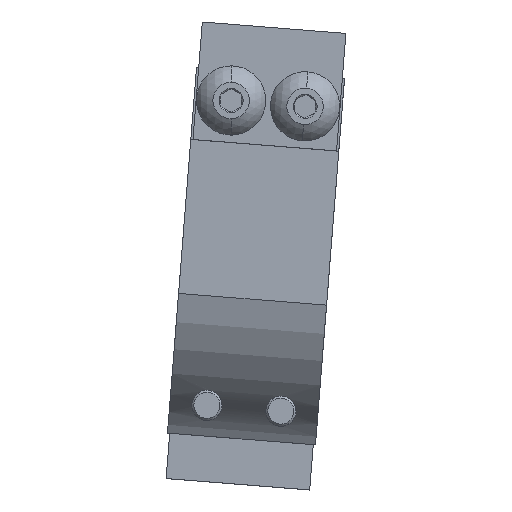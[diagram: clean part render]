
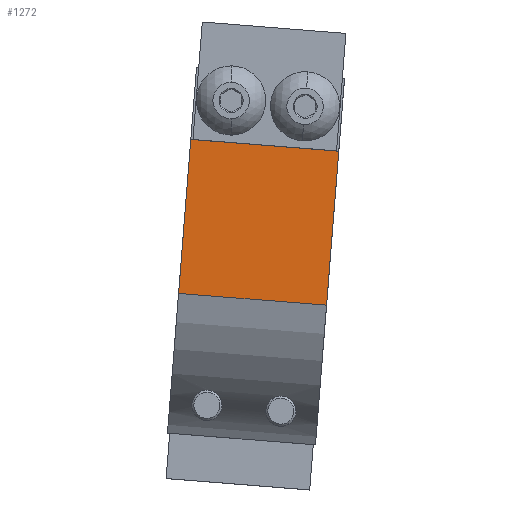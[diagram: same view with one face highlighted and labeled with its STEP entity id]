
A CAD part, top view. The second image highlights one B-rep face of the part: STEP entity #1272.
In plain terms, the highlighted face is planar.
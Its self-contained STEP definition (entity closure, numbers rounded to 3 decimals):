
#68 = ORIENTED_EDGE ( 'NONE', *, *, #1154, .F. ) ;
#115 = LINE ( 'NONE', #346, #1231 ) ;
#246 = CARTESIAN_POINT ( 'NONE',  ( 17., 16., 5. ) ) ;
#289 = DIRECTION ( 'NONE',  ( -1., 0., 0. ) ) ;
#310 = VECTOR ( 'NONE', #783, 1000. ) ;
#314 = LINE ( 'NONE', #1792, #1587 ) ;
#346 = CARTESIAN_POINT ( 'NONE',  ( 17., 16., 5. ) ) ;
#393 = LINE ( 'NONE', #1598, #310 ) ;
#431 = ORIENTED_EDGE ( 'NONE', *, *, #1145, .F. ) ;
#470 = CARTESIAN_POINT ( 'NONE',  ( 17., 16., 21. ) ) ;
#510 = CARTESIAN_POINT ( 'NONE',  ( 17., 16., -12.69 ) ) ;
#536 = VECTOR ( 'NONE', #1827, 1000. ) ;
#592 = DIRECTION ( 'NONE',  ( -1., 0., 0. ) ) ;
#632 = CARTESIAN_POINT ( 'NONE',  ( 0., 16., -12.69 ) ) ;
#783 = DIRECTION ( 'NONE',  ( 0., 0., 1. ) ) ;
#836 = EDGE_LOOP ( 'NONE', ( #886, #1781, #431, #68 ) ) ;
#886 = ORIENTED_EDGE ( 'NONE', *, *, #1097, .T. ) ;
#907 = DIRECTION ( 'NONE',  ( 0., -1., 0. ) ) ;
#1017 = VERTEX_POINT ( 'NONE', #632 ) ;
#1097 = EDGE_CURVE ( 'NONE', #1176, #1017, #314, .T. ) ;
#1099 = LINE ( 'NONE', #1826, #536 ) ;
#1105 = EDGE_CURVE ( 'NONE', #1017, #1642, #1099, .T. ) ;
#1145 = EDGE_CURVE ( 'NONE', #1230, #1642, #115, .T. ) ;
#1154 = EDGE_CURVE ( 'NONE', #1176, #1230, #393, .T. ) ;
#1176 = VERTEX_POINT ( 'NONE', #510 ) ;
#1230 = VERTEX_POINT ( 'NONE', #246 ) ;
#1231 = VECTOR ( 'NONE', #592, 1000. ) ;
#1242 = DIRECTION ( 'NONE',  ( 0., 0., -1. ) ) ;
#1272 = ADVANCED_FACE ( 'NONE', ( #1359 ), #1880, .F. ) ;
#1359 = FACE_OUTER_BOUND ( 'NONE', #836, .T. ) ;
#1395 = AXIS2_PLACEMENT_3D ( 'NONE', #470, #907, #1242 ) ;
#1587 = VECTOR ( 'NONE', #289, 1000. ) ;
#1598 = CARTESIAN_POINT ( 'NONE',  ( 17., 16., 21. ) ) ;
#1642 = VERTEX_POINT ( 'NONE', #1904 ) ;
#1781 = ORIENTED_EDGE ( 'NONE', *, *, #1105, .T. ) ;
#1792 = CARTESIAN_POINT ( 'NONE',  ( 17., 16., -12.69 ) ) ;
#1826 = CARTESIAN_POINT ( 'NONE',  ( 0., 16., 21. ) ) ;
#1827 = DIRECTION ( 'NONE',  ( 0., 0., 1. ) ) ;
#1880 = PLANE ( 'NONE',  #1395 ) ;
#1904 = CARTESIAN_POINT ( 'NONE',  ( 0., 16., 5. ) ) ;
